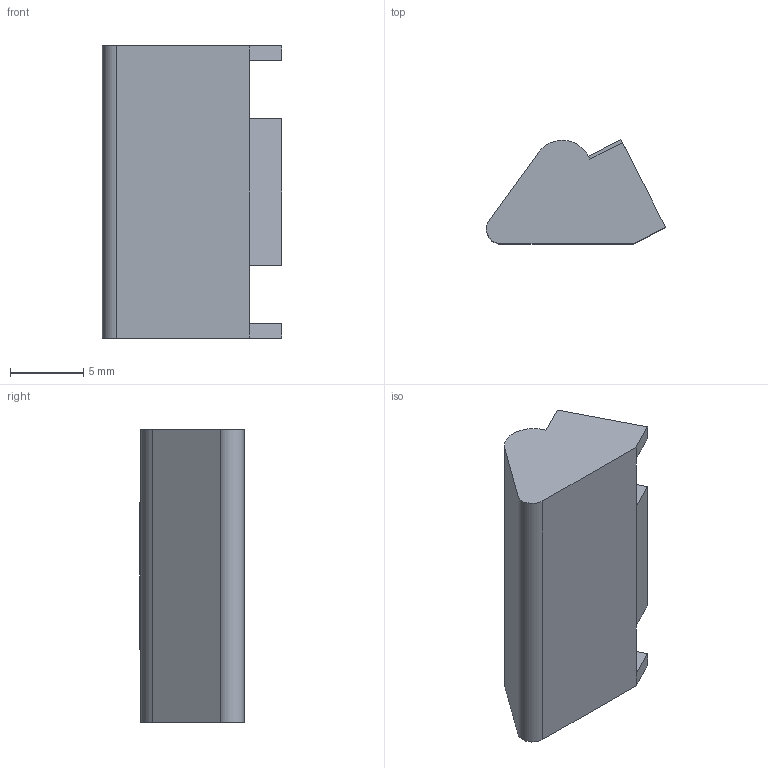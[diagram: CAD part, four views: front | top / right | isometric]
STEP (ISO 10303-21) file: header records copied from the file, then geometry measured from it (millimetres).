
FILE_DESCRIPTION(/* description */ (''),/* implementation_level */ '2;1');
FILE_NAME(/* name */ '2402794b-b713-4d78-b6eb-80af558829bf.stp',/* time_stamp */ '2018-08-20T12:11:22+10:00',/* author */ ('jharsem'),/* organization */ (''),/* preprocessor_version */ 'ST-DEVELOPER v17',/* originating_system */ 'Autodesk Translation Framework v7.1.0.215',/* authorisation */ '');
FILE_SCHEMA (('AUTOMOTIVE_DESIGN { 1 0 10303 214 3 1 1 }'));
Length unit declared in the file: millimetre
Products named in the file (2): Near Chart Guide; Near Chart Support
Assembly tree (1 placements, depth 2):
  Near Chart Guide
    Near Chart Support
Bounding box: 12.27 x 7.13 x 20 mm (x, y, z)
Volume: 1114.5 mm3; surface area: 806.7 mm2
Topology: 1 solids, 1 shells, 21 faces, 51 edges, 32 vertices
Faces by surface type: plane 19, cylinder 2
Entity records: 654 total; most frequent: CARTESIAN_POINT 107, DIRECTION 103, ORIENTED_EDGE 102, EDGE_CURVE 51, LINE 47, VECTOR 47, VERTEX_POINT 32, AXIS2_PLACEMENT_3D 28
